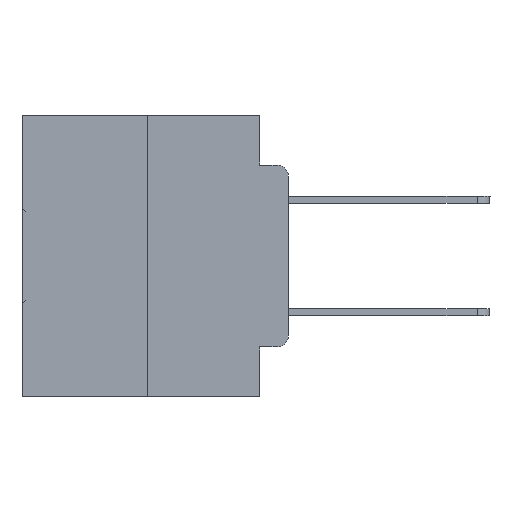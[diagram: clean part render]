
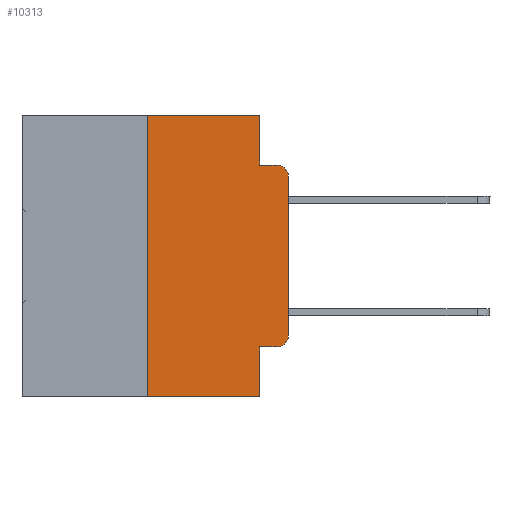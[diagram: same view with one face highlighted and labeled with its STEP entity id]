
A CAD part, left-side view. The second image highlights one B-rep face of the part: STEP entity #10313.
In plain terms, the highlighted planar face has unit normal (-1, 0, 0).
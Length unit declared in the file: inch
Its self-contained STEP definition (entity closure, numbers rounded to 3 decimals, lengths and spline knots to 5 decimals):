
#186 = VERTEX_POINT ( 'NONE', #23343 ) ;
#546 = VECTOR ( 'NONE', #6816, 39.37008 ) ;
#656 = CARTESIAN_POINT ( 'NONE',  ( 0., 0.473, 0. ) ) ;
#1461 = EDGE_CURVE ( 'NONE', #23042, #14926, #1758, .T. ) ;
#1758 = LINE ( 'NONE', #4274, #20925 ) ;
#2468 = DIRECTION ( 'NONE',  ( 0., 0., -1. ) ) ;
#2991 = CARTESIAN_POINT ( 'NONE',  ( 0., 0.051, 0. ) ) ;
#3113 = DIRECTION ( 'NONE',  ( 1., 0., 0. ) ) ;
#3137 = VERTEX_POINT ( 'NONE', #26445 ) ;
#3240 = EDGE_CURVE ( 'NONE', #23042, #6216, #11094, .T. ) ;
#3373 = DIRECTION ( 'NONE',  ( 0., -1., 0. ) ) ;
#4166 = DIRECTION ( 'NONE',  ( 0., -1., 0. ) ) ;
#4274 = CARTESIAN_POINT ( 'NONE',  ( 0., 0.051, -0.4115 ) ) ;
#4394 = VERTEX_POINT ( 'NONE', #12945 ) ;
#4510 = VECTOR ( 'NONE', #23396, 39.37008 ) ;
#5712 = DIRECTION ( 'NONE',  ( 0., 0., -1. ) ) ;
#5775 = CARTESIAN_POINT ( 'NONE',  ( 0., 0.051, 0. ) ) ;
#6216 = VERTEX_POINT ( 'NONE', #12261 ) ;
#6237 = VERTEX_POINT ( 'NONE', #14429 ) ;
#6816 = DIRECTION ( 'NONE',  ( 0., 0., 1. ) ) ;
#6984 = DIRECTION ( 'NONE',  ( 0., -1., 0. ) ) ;
#7704 = ORIENTED_EDGE ( 'NONE', *, *, #10287, .F. ) ;
#8458 = CARTESIAN_POINT ( 'NONE',  ( 0., 0.02, -0.3915 ) ) ;
#8477 = LINE ( 'NONE', #14593, #546 ) ;
#8548 = EDGE_CURVE ( 'NONE', #4394, #3137, #18337, .T. ) ;
#9484 = VERTEX_POINT ( 'NONE', #24453 ) ;
#9833 = CARTESIAN_POINT ( 'NONE',  ( 0., 0.02, -0.0885 ) ) ;
#10287 = EDGE_CURVE ( 'NONE', #16633, #9484, #12940, .T. ) ;
#10313 = ADVANCED_FACE ( 'NONE', ( #24973 ), #31426, .F. ) ;
#11044 = DIRECTION ( 'NONE',  ( 0., 0., -1. ) ) ;
#11094 = LINE ( 'NONE', #12086, #30741 ) ;
#11928 = DIRECTION ( 'NONE',  ( 0., 0., -1. ) ) ;
#12009 = EDGE_CURVE ( 'NONE', #9484, #22211, #17339, .T. ) ;
#12086 = CARTESIAN_POINT ( 'NONE',  ( 0., 0.051, 0. ) ) ;
#12255 = EDGE_LOOP ( 'NONE', ( #32092, #16516, #22143, #7704, #19451, #31972, #24490, #12491, #16174, #23809 ) ) ;
#12261 = CARTESIAN_POINT ( 'NONE',  ( 0., 0.051, -0.5 ) ) ;
#12491 = ORIENTED_EDGE ( 'NONE', *, *, #3240, .F. ) ;
#12940 = LINE ( 'NONE', #2991, #32568 ) ;
#12945 = CARTESIAN_POINT ( 'NONE',  ( 0., 0.25, -0.5 ) ) ;
#13166 = CARTESIAN_POINT ( 'NONE',  ( 0., 0.051, -0.4115 ) ) ;
#13734 = EDGE_CURVE ( 'NONE', #186, #22211, #27492, .T. ) ;
#14429 = CARTESIAN_POINT ( 'NONE',  ( 0., 0., -0.3915 ) ) ;
#14593 = CARTESIAN_POINT ( 'NONE',  ( 0., 0., 0. ) ) ;
#14926 = VERTEX_POINT ( 'NONE', #25159 ) ;
#15475 = EDGE_CURVE ( 'NONE', #6237, #186, #8477, .T. ) ;
#16174 = ORIENTED_EDGE ( 'NONE', *, *, #1461, .T. ) ;
#16516 = ORIENTED_EDGE ( 'NONE', *, *, #13734, .T. ) ;
#16633 = VERTEX_POINT ( 'NONE', #5775 ) ;
#17339 = LINE ( 'NONE', #17492, #30099 ) ;
#17492 = CARTESIAN_POINT ( 'NONE',  ( 0., 0.051, -0.0885 ) ) ;
#18101 = DIRECTION ( 'NONE',  ( -1., 0., 0. ) ) ;
#18337 = LINE ( 'NONE', #31089, #4510 ) ;
#18715 = CARTESIAN_POINT ( 'NONE',  ( 0., 0.473, 0. ) ) ;
#19059 = AXIS2_PLACEMENT_3D ( 'NONE', #33348, #18101, #2468 ) ;
#19451 = ORIENTED_EDGE ( 'NONE', *, *, #24940, .F. ) ;
#19571 = VECTOR ( 'NONE', #6984, 39.37008 ) ;
#19739 = AXIS2_PLACEMENT_3D ( 'NONE', #8458, #26405, #11044 ) ;
#20007 = CARTESIAN_POINT ( 'NONE',  ( 0., 0.473, -0.5 ) ) ;
#20099 = DIRECTION ( 'NONE',  ( 0., -1., 0. ) ) ;
#20925 = VECTOR ( 'NONE', #4166, 39.37008 ) ;
#21287 = DIRECTION ( 'NONE',  ( 0., 0., -1. ) ) ;
#21631 = CIRCLE ( 'NONE', #19739, 0.02 ) ;
#22143 = ORIENTED_EDGE ( 'NONE', *, *, #12009, .F. ) ;
#22211 = VERTEX_POINT ( 'NONE', #9833 ) ;
#22573 = VECTOR ( 'NONE', #3373, 39.37008 ) ;
#22796 = EDGE_CURVE ( 'NONE', #4394, #6216, #33073, .T. ) ;
#23042 = VERTEX_POINT ( 'NONE', #13166 ) ;
#23343 = CARTESIAN_POINT ( 'NONE',  ( 0., 0., -0.1085 ) ) ;
#23373 = LINE ( 'NONE', #656, #22573 ) ;
#23396 = DIRECTION ( 'NONE',  ( 0., 0., 1. ) ) ;
#23809 = ORIENTED_EDGE ( 'NONE', *, *, #33217, .T. ) ;
#24453 = CARTESIAN_POINT ( 'NONE',  ( 0., 0.051, -0.0885 ) ) ;
#24490 = ORIENTED_EDGE ( 'NONE', *, *, #22796, .T. ) ;
#24940 = EDGE_CURVE ( 'NONE', #3137, #16633, #23373, .T. ) ;
#24973 = FACE_OUTER_BOUND ( 'NONE', #12255, .T. ) ;
#25159 = CARTESIAN_POINT ( 'NONE',  ( 0., 0.02, -0.4115 ) ) ;
#26405 = DIRECTION ( 'NONE',  ( -1., 0., 0. ) ) ;
#26445 = CARTESIAN_POINT ( 'NONE',  ( 0., 0.25, 0. ) ) ;
#27492 = CIRCLE ( 'NONE', #19059, 0.02 ) ;
#30099 = VECTOR ( 'NONE', #20099, 39.37008 ) ;
#30741 = VECTOR ( 'NONE', #11928, 39.37008 ) ;
#31089 = CARTESIAN_POINT ( 'NONE',  ( 0., 0.25, 0. ) ) ;
#31152 = AXIS2_PLACEMENT_3D ( 'NONE', #18715, #3113, #21287 ) ;
#31426 = PLANE ( 'NONE',  #31152 ) ;
#31972 = ORIENTED_EDGE ( 'NONE', *, *, #8548, .F. ) ;
#32092 = ORIENTED_EDGE ( 'NONE', *, *, #15475, .T. ) ;
#32568 = VECTOR ( 'NONE', #5712, 39.37008 ) ;
#33073 = LINE ( 'NONE', #20007, #19571 ) ;
#33217 = EDGE_CURVE ( 'NONE', #14926, #6237, #21631, .T. ) ;
#33348 = CARTESIAN_POINT ( 'NONE',  ( 0., 0.02, -0.1085 ) ) ;
